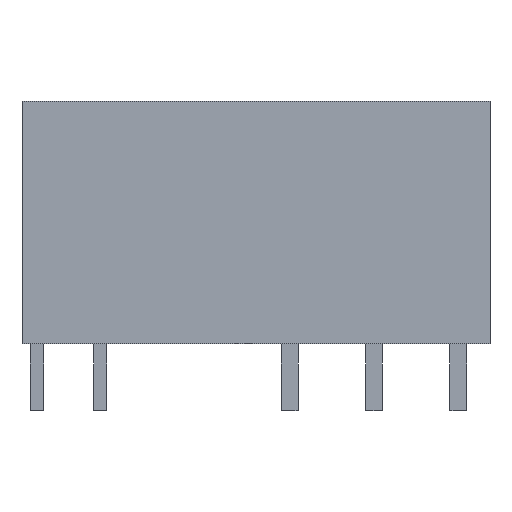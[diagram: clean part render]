
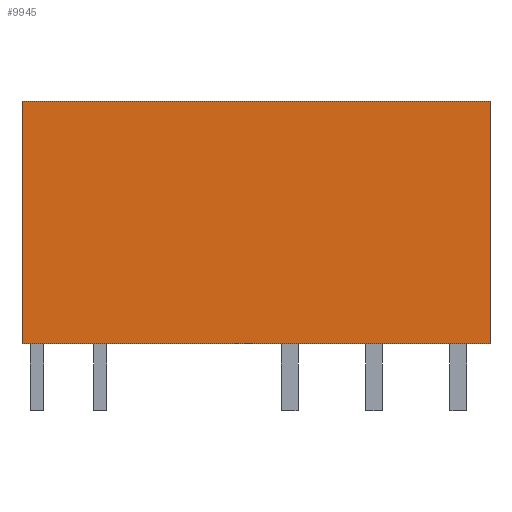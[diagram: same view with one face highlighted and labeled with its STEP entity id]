
A CAD part, front view. The second image highlights one B-rep face of the part: STEP entity #9945.
In plain terms, the highlighted planar face has unit normal (0, -1, 0).
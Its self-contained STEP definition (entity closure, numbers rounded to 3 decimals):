
#132 = CARTESIAN_POINT ( 'NONE',  ( 14., -2.5, 14.5 ) ) ;
#165 = DIRECTION ( 'NONE',  ( 0., 0., -1. ) ) ;
#467 = CARTESIAN_POINT ( 'NONE',  ( -14., -2.5, 14.5 ) ) ;
#616 = EDGE_LOOP ( 'NONE', ( #10232, #3148, #6956, #4252 ) ) ;
#903 = VERTEX_POINT ( 'NONE', #14335 ) ;
#913 = EDGE_CURVE ( 'NONE', #903, #7215, #3304, .T. ) ;
#1094 = CARTESIAN_POINT ( 'NONE',  ( 14., -2.5, 0. ) ) ;
#1772 = DIRECTION ( 'NONE',  ( 1., 0., 0. ) ) ;
#1822 = LINE ( 'NONE', #467, #3917 ) ;
#2013 = VECTOR ( 'NONE', #165, 1000. ) ;
#2387 = LINE ( 'NONE', #4848, #2013 ) ;
#2400 = EDGE_CURVE ( 'NONE', #8049, #3829, #7276, .T. ) ;
#2585 = EDGE_CURVE ( 'NONE', #903, #8049, #1822, .T. ) ;
#3148 = ORIENTED_EDGE ( 'NONE', *, *, #4687, .F. ) ;
#3304 = LINE ( 'NONE', #132, #9769 ) ;
#3583 = PLANE ( 'NONE',  #7480 ) ;
#3829 = VERTEX_POINT ( 'NONE', #1094 ) ;
#3917 = VECTOR ( 'NONE', #13923, 1000. ) ;
#4252 = ORIENTED_EDGE ( 'NONE', *, *, #2585, .T. ) ;
#4619 = VECTOR ( 'NONE', #1772, 1000. ) ;
#4687 = EDGE_CURVE ( 'NONE', #7215, #3829, #2387, .T. ) ;
#4802 = DIRECTION ( 'NONE',  ( -1., 0., 0. ) ) ;
#4848 = CARTESIAN_POINT ( 'NONE',  ( 14., -2.5, 14.5 ) ) ;
#6956 = ORIENTED_EDGE ( 'NONE', *, *, #913, .F. ) ;
#7215 = VERTEX_POINT ( 'NONE', #11037 ) ;
#7276 = LINE ( 'NONE', #7416, #4619 ) ;
#7416 = CARTESIAN_POINT ( 'NONE',  ( 14., -2.5, 0. ) ) ;
#7480 = AXIS2_PLACEMENT_3D ( 'NONE', #13658, #11301, #4802 ) ;
#7804 = DIRECTION ( 'NONE',  ( 1., 0., 0. ) ) ;
#8049 = VERTEX_POINT ( 'NONE', #9911 ) ;
#9379 = FACE_OUTER_BOUND ( 'NONE', #616, .T. ) ;
#9769 = VECTOR ( 'NONE', #7804, 1000. ) ;
#9911 = CARTESIAN_POINT ( 'NONE',  ( -14., -2.5, 0. ) ) ;
#9945 = ADVANCED_FACE ( 'NONE', ( #9379 ), #3583, .F. ) ;
#10232 = ORIENTED_EDGE ( 'NONE', *, *, #2400, .T. ) ;
#11037 = CARTESIAN_POINT ( 'NONE',  ( 14., -2.5, 14.5 ) ) ;
#11301 = DIRECTION ( 'NONE',  ( 0., 1., 0. ) ) ;
#13658 = CARTESIAN_POINT ( 'NONE',  ( 14., -2.5, 14.5 ) ) ;
#13923 = DIRECTION ( 'NONE',  ( 0., 0., -1. ) ) ;
#14335 = CARTESIAN_POINT ( 'NONE',  ( -14., -2.5, 14.5 ) ) ;
